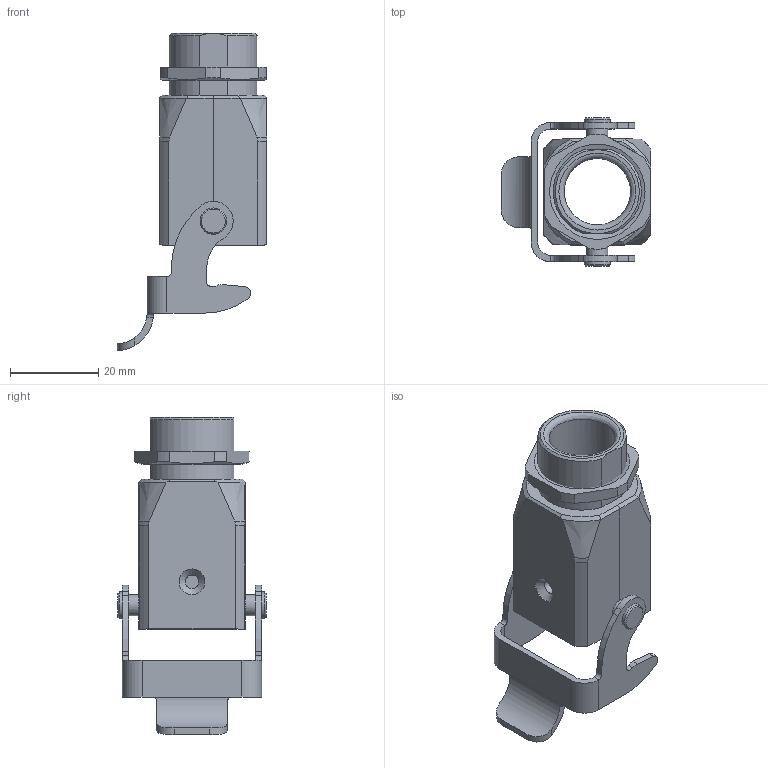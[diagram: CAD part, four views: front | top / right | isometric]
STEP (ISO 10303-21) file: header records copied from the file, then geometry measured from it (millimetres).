
FILE_DESCRIPTION(/* description */ (''),/* implementation_level */ '2;1');
FILE_NAME(/* name */ '100197613ugm000_c.stp',/* time_stamp */ '2017-11-03T15:18:49+01:00',/* author */ (''),/* organization */ (''),/* preprocessor_version */ 'ST-DEVELOPER v16',/* originating_system */ 'SIEMENS PLM Software NX 10.0',/* authorisation */ '');
FILE_SCHEMA (('AUTOMOTIVE_DESIGN { 1 0 10303 214 3 1 1 1 }'));
Length unit declared in the file: millimetre
Products named in the file (1): 100197613ugm000_c
Bounding box: 33.86 x 33.6 x 71.79 mm (x, y, z)
Volume: 9129.7 mm3; surface area: 11267.7 mm2
Topology: 3 solids, 3 shells, 316 faces, 819 edges, 530 vertices
Faces by surface type: plane 159, cylinder 68, bspline 68, cone 21
Full cylindrical faces by diameter (mm): 0.7 x1, 0.981 x1, 3.05 x1, 4.8 x2, 5.8 x1, 6 x2, 15 x1, 18.6 x1
Entity records: 12626 total; most frequent: CARTESIAN_POINT 4264, ORIENTED_EDGE 1600, DIRECTION 1214, EDGE_CURVE 800, VERTEX_POINT 525, LINE 428, VECTOR 428, AXIS2_PLACEMENT_3D 393
